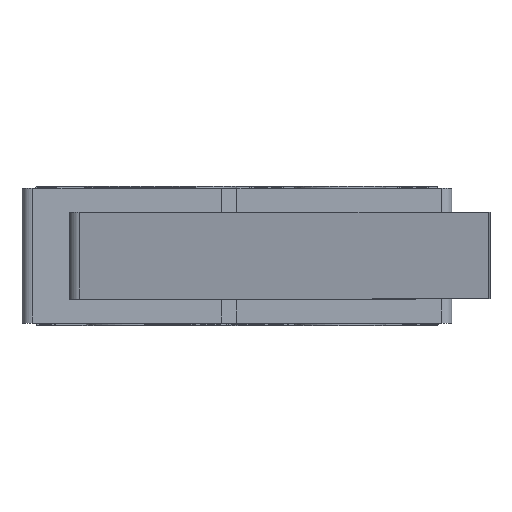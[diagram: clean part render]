
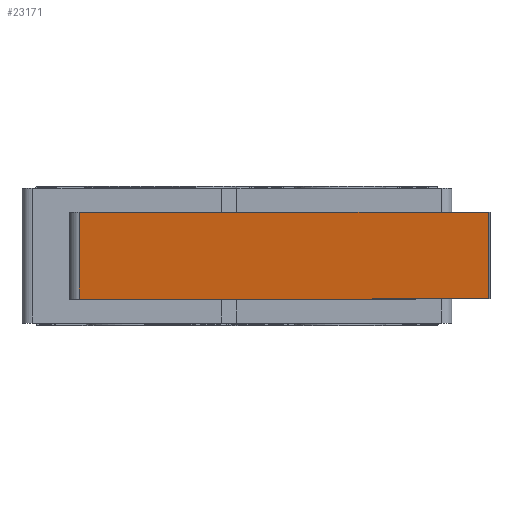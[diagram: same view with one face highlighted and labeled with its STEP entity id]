
A CAD part, top view. The second image highlights one B-rep face of the part: STEP entity #23171.
In plain terms, the highlighted planar face has unit normal (-0.197, 0, 0.981).
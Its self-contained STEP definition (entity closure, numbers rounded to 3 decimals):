
#6113=ORIENTED_EDGE('',*,*,#8651,.F.);
#6114=ORIENTED_EDGE('',*,*,#8652,.T.);
#6115=ORIENTED_EDGE('',*,*,#8653,.T.);
#6116=ORIENTED_EDGE('',*,*,#8654,.T.);
#8651=EDGE_CURVE('',#10321,#10322,#11409,.T.);
#8652=EDGE_CURVE('',#10321,#10323,#11410,.T.);
#8653=EDGE_CURVE('',#10323,#10324,#11411,.T.);
#8654=EDGE_CURVE('',#10324,#10322,#11412,.T.);
#10321=VERTEX_POINT('',#37125);
#10322=VERTEX_POINT('',#37126);
#10323=VERTEX_POINT('',#37128);
#10324=VERTEX_POINT('',#37130);
#11409=LINE('',#37124,#12519);
#11410=LINE('',#37127,#12520);
#11411=LINE('',#37129,#12521);
#11412=LINE('',#37131,#12522);
#12519=VECTOR('',#26993,1000.);
#12520=VECTOR('',#26994,1000.);
#12521=VECTOR('',#26995,1000.);
#12522=VECTOR('',#26996,1000.);
#13659=EDGE_LOOP('',(#6113,#6114,#6115,#6116));
#14765=FACE_BOUND('',#13659,.T.);
#15589=PLANE('',#24112);
#23171=ADVANCED_FACE('',(#14765),#15589,.F.);
#24112=AXIS2_PLACEMENT_3D('',#37123,#26991,#26992);
#26991=DIRECTION('',(0.197,0.,-0.98));
#26992=DIRECTION('',(-0.98,0.,-0.197));
#26993=DIRECTION('',(-0.98,0.,-0.197));
#26994=DIRECTION('',(0.,1.,0.));
#26995=DIRECTION('',(-0.98,0.,-0.197));
#26996=DIRECTION('',(0.,-1.,0.));
#37123=CARTESIAN_POINT('',(-7.379,2.,6.192));
#37124=CARTESIAN_POINT('',(-7.379,-2.,6.192));
#37125=CARTESIAN_POINT('',(11.571,-2.,9.992));
#37126=CARTESIAN_POINT('',(-7.258,-2.,6.216));
#37127=CARTESIAN_POINT('',(11.571,2.,9.992));
#37128=CARTESIAN_POINT('',(11.571,2.,9.992));
#37129=CARTESIAN_POINT('',(-7.379,2.,6.192));
#37130=CARTESIAN_POINT('',(-7.258,2.,6.216));
#37131=CARTESIAN_POINT('',(-7.258,2.,6.216));
